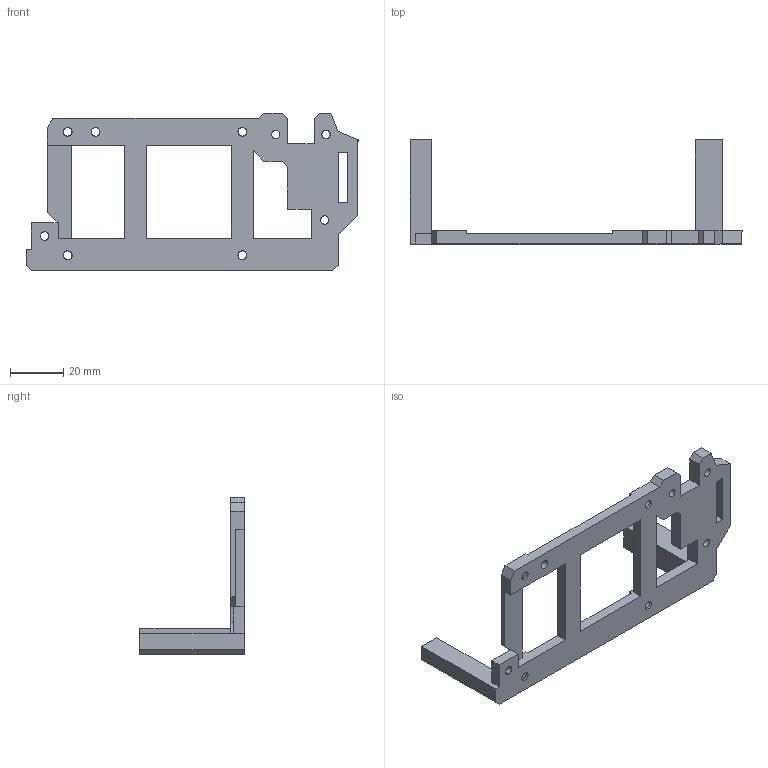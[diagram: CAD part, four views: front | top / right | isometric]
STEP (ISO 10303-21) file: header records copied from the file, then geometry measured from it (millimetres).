
FILE_DESCRIPTION (( 'STEP AP203' ), '1' );
FILE_NAME ('ServoHolder.step', '2023-11-30T18:40:32', ( '' ), ( '' ), 'SwSTEP 2.0', 'SolidWorks 2022', '' );
FILE_SCHEMA (( 'CONFIG_CONTROL_DESIGN' ));
Length unit declared in the file: millimetre
Products named in the file (1): ServoHolder
Bounding box: 124.15 x 39 x 59 mm (x, y, z)
Volume: 22245.5 mm3; surface area: 14944.7 mm2
Topology: 1 solids, 1 shells, 149 faces, 406 edges, 269 vertices
Faces by surface type: plane 115, cylinder 34
Entity records: 4797 total; most frequent: CARTESIAN_POINT 825, ORIENTED_EDGE 812, DIRECTION 774, EDGE_CURVE 406, VECTOR 338, LINE 338, VERTEX_POINT 269, AXIS2_PLACEMENT_3D 218
